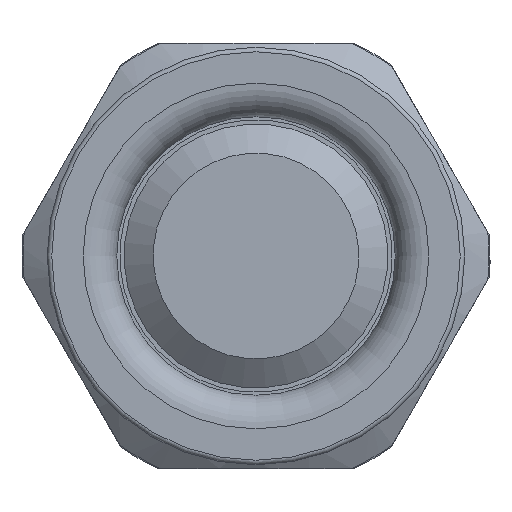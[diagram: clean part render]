
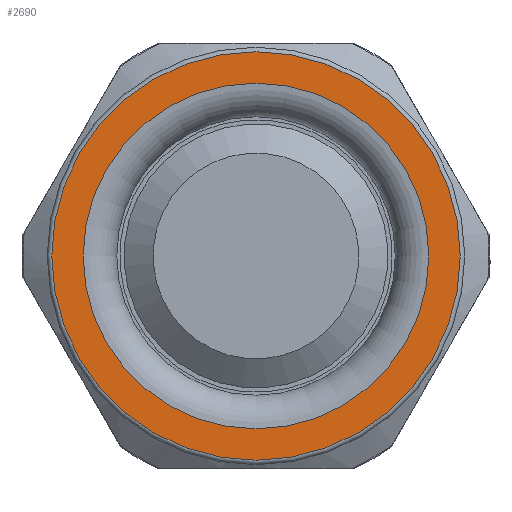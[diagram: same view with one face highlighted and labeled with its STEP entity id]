
A CAD part, left-side view. The second image highlights one B-rep face of the part: STEP entity #2690.
In plain terms, the highlighted planar face has unit normal (-1, 0, 0).
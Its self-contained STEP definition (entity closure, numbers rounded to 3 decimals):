
#371=PLANE('',#3094);
#465=FACE_BOUND('',#964,.T.);
#688=FACE_OUTER_BOUND('',#963,.T.);
#963=EDGE_LOOP('',(#2335));
#964=EDGE_LOOP('',(#2336));
#1187=CIRCLE('',#3093,9.13);
#1188=CIRCLE('',#3095,7.725);
#1422=VERTEX_POINT('',#10139);
#1423=VERTEX_POINT('',#10142);
#1741=EDGE_CURVE('',#1422,#1422,#1187,.T.);
#1742=EDGE_CURVE('',#1423,#1423,#1188,.T.);
#2335=ORIENTED_EDGE('',*,*,#1741,.F.);
#2336=ORIENTED_EDGE('',*,*,#1742,.T.);
#2690=ADVANCED_FACE('',(#688,#465),#371,.T.);
#3093=AXIS2_PLACEMENT_3D('',#10140,#3807,#3808);
#3094=AXIS2_PLACEMENT_3D('',#10141,#3809,#3810);
#3095=AXIS2_PLACEMENT_3D('',#10143,#3811,#3812);
#3807=DIRECTION('center_axis',(1.,0.,0.));
#3808=DIRECTION('ref_axis',(0.,-1.,0.));
#3809=DIRECTION('center_axis',(-1.,0.,0.));
#3810=DIRECTION('ref_axis',(0.,0.,1.));
#3811=DIRECTION('center_axis',(1.,0.,0.));
#3812=DIRECTION('ref_axis',(0.,0.,-1.));
#10139=CARTESIAN_POINT('',(-16.7,9.13,0.));
#10140=CARTESIAN_POINT('Origin',(-16.7,0.,0.));
#10141=CARTESIAN_POINT('Origin',(-16.7,9.33,0.));
#10142=CARTESIAN_POINT('',(-16.7,7.725,0.));
#10143=CARTESIAN_POINT('Origin',(-16.7,0.,0.));
